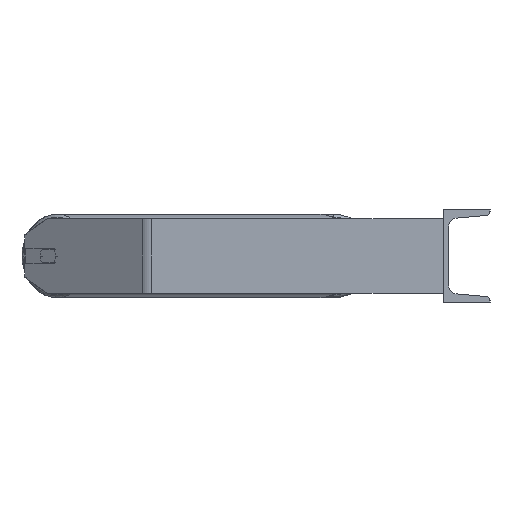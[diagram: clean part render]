
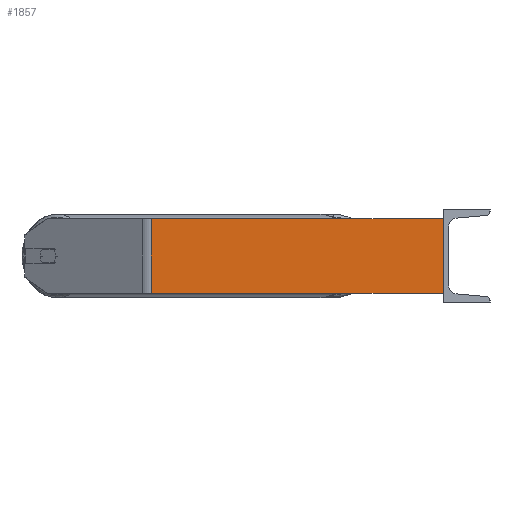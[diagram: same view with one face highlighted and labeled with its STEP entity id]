
A CAD part, left-side view. The second image highlights one B-rep face of the part: STEP entity #1857.
In plain terms, the highlighted planar face has unit normal (-1, 0, 0).
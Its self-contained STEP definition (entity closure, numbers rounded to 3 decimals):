
#142 = DIRECTION ( 'NONE',  ( 0., -1., 0. ) ) ;
#612 = AXIS2_PLACEMENT_3D ( 'NONE', #1498, #3738, #5846 ) ;
#649 = CARTESIAN_POINT ( 'NONE',  ( -785., 316.846, 40. ) ) ;
#1009 = ORIENTED_EDGE ( 'NONE', *, *, #7192, .T. ) ;
#1088 = VECTOR ( 'NONE', #6328, 1000. ) ;
#1154 = VECTOR ( 'NONE', #142, 1000. ) ;
#1387 = VERTEX_POINT ( 'NONE', #7634 ) ;
#1498 = CARTESIAN_POINT ( 'NONE',  ( -785., 316.846, 40. ) ) ;
#1857 = ADVANCED_FACE ( 'NONE', ( #3561 ), #5155, .F. ) ;
#2050 = LINE ( 'NONE', #649, #1088 ) ;
#2177 = VECTOR ( 'NONE', #6624, 1000. ) ;
#2213 = LINE ( 'NONE', #3084, #7591 ) ;
#2543 = VERTEX_POINT ( 'NONE', #4891 ) ;
#3021 = CARTESIAN_POINT ( 'NONE',  ( -785., 0., -40. ) ) ;
#3084 = CARTESIAN_POINT ( 'NONE',  ( -785., 311.801, 40. ) ) ;
#3095 = VERTEX_POINT ( 'NONE', #3021 ) ;
#3561 = FACE_OUTER_BOUND ( 'NONE', #3589, .T. ) ;
#3589 = EDGE_LOOP ( 'NONE', ( #1009, #4734, #8860, #4334 ) ) ;
#3738 = DIRECTION ( 'NONE',  ( 1., 0., 0. ) ) ;
#4334 = ORIENTED_EDGE ( 'NONE', *, *, #8823, .T. ) ;
#4413 = EDGE_CURVE ( 'NONE', #7816, #1387, #2050, .T. ) ;
#4519 = CARTESIAN_POINT ( 'NONE',  ( -785., 316.846, -40. ) ) ;
#4734 = ORIENTED_EDGE ( 'NONE', *, *, #7496, .F. ) ;
#4891 = CARTESIAN_POINT ( 'NONE',  ( -785., 311.801, -40. ) ) ;
#5155 = PLANE ( 'NONE',  #612 ) ;
#5846 = DIRECTION ( 'NONE',  ( 0., 1., 0. ) ) ;
#5949 = LINE ( 'NONE', #6047, #2177 ) ;
#6047 = CARTESIAN_POINT ( 'NONE',  ( -785., 0., 40. ) ) ;
#6306 = CARTESIAN_POINT ( 'NONE',  ( -785., 311.801, 40. ) ) ;
#6328 = DIRECTION ( 'NONE',  ( 0., -1., 0. ) ) ;
#6624 = DIRECTION ( 'NONE',  ( 0., 0., -1. ) ) ;
#7192 = EDGE_CURVE ( 'NONE', #2543, #3095, #7284, .T. ) ;
#7284 = LINE ( 'NONE', #4519, #1154 ) ;
#7496 = EDGE_CURVE ( 'NONE', #1387, #3095, #5949, .T. ) ;
#7591 = VECTOR ( 'NONE', #8451, 1000. ) ;
#7634 = CARTESIAN_POINT ( 'NONE',  ( -785., 0., 40. ) ) ;
#7816 = VERTEX_POINT ( 'NONE', #6306 ) ;
#8451 = DIRECTION ( 'NONE',  ( 0., 0., -1. ) ) ;
#8823 = EDGE_CURVE ( 'NONE', #7816, #2543, #2213, .T. ) ;
#8860 = ORIENTED_EDGE ( 'NONE', *, *, #4413, .F. ) ;
